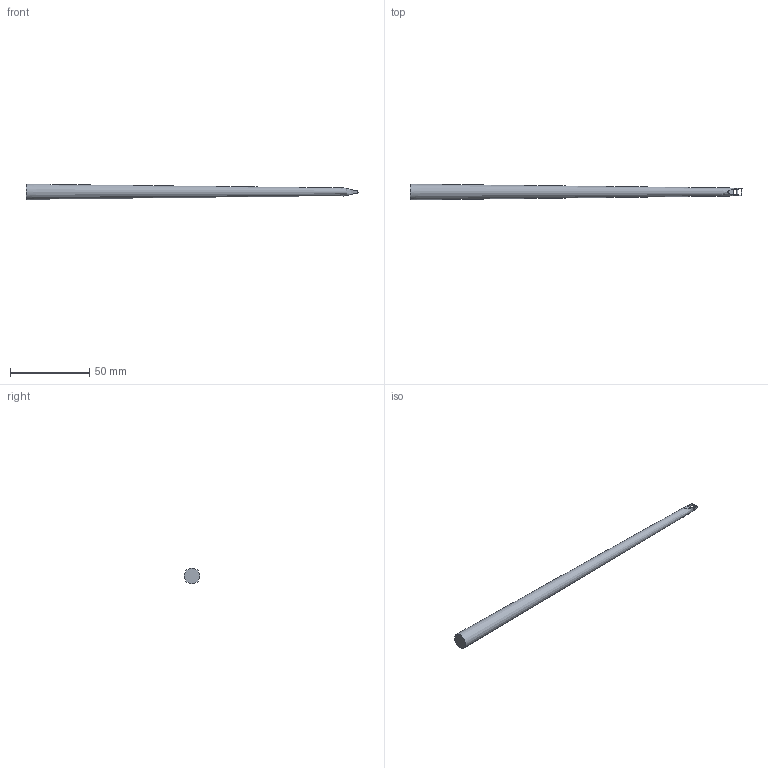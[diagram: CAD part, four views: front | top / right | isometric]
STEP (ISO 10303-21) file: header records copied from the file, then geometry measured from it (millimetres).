
FILE_DESCRIPTION(/* description */ (''),/* implementation_level */ '2;1');
FILE_NAME(/* name */ 'anemoscope_wire.stp',/* time_stamp */ '2015-11-04T14:30:35+08:00',/* author */ (''),/* organization */ (''),/* preprocessor_version */ 'ST-DEVELOPER v14',/* originating_system */ 'SIEMENS PLM Software NX 8.0',/* authorisation */ '');
FILE_SCHEMA (('AUTOMOTIVE_DESIGN { 1 0 10303 214 3 1 1 1 }'));
Length unit declared in the file: millimetre
Products named in the file (1): anemoscope_wire
Bounding box: 210 x 10 x 10 mm (x, y, z)
Volume: 9389.3 mm3; surface area: 4997.5 mm2
Topology: 2 solids, 2 shells, 12 faces, 24 edges, 16 vertices
Faces by surface type: plane 10, cone 1, cylinder 1
Full cylindrical faces by diameter (mm): 1 x1
Entity records: 329 total; most frequent: DIRECTION 54, CARTESIAN_POINT 49, ORIENTED_EDGE 42, EDGE_CURVE 21, AXIS2_PLACEMENT_3D 20, EDGE_LOOP 16, VERTEX_POINT 15, LINE 14
